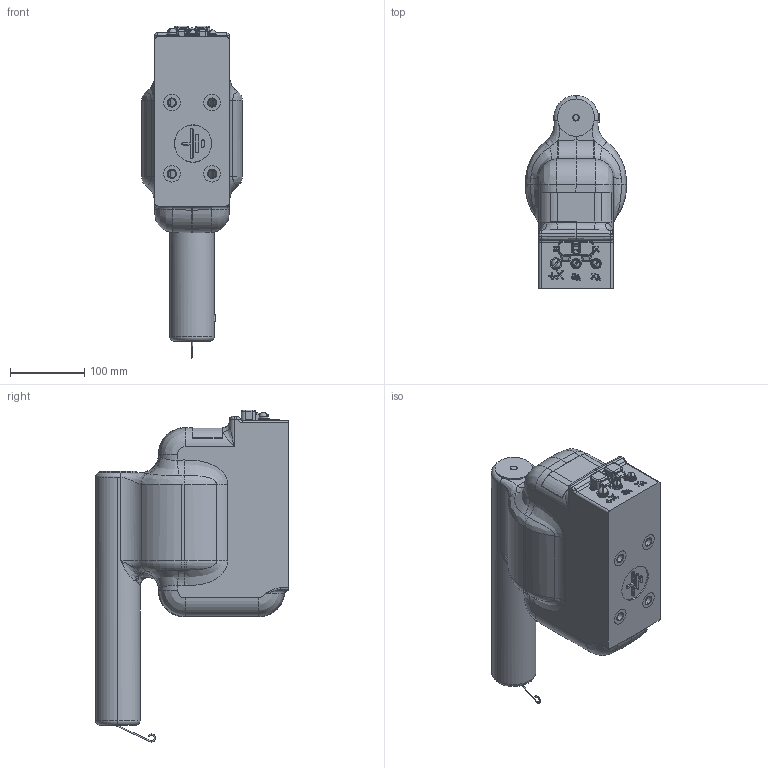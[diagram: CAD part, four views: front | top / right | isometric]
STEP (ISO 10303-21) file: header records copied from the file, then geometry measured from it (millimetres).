
FILE_DESCRIPTION (( 'STEP AP203' ), '1' );
FILE_NAME ('ﾇﾍﾎﾋ.01ﾏﾌﾈ.STEP', '2017-12-20T04:41:33', ( '' ), ( '' ), 'SwSTEP 2.0', 'SolidWorks 2010', '' );
FILE_SCHEMA (( 'CONFIG_CONTROL_DESIGN' ));
Length unit declared in the file: millimetre
Products named in the file (1): ﾇﾍﾎﾋ.01ﾏﾌﾈ
Bounding box: 136 x 260 x 447.48 mm (x, y, z)
Surface area: 244550.4 mm2 (no closed solid volume)
Topology: 0 solids, 33 shells, 565 faces, 1637 edges, 1068 vertices
Faces by surface type: plane 197, bspline 128, cylinder 120, cone 78, torus 28, sphere 14
Entity records: 25216 total; most frequent: CARTESIAN_POINT 11544, ORIENTED_EDGE 2787, DIRECTION 2668, EDGE_CURVE 1624, VERTEX_POINT 1068, AXIS2_PLACEMENT_3D 993, VECTOR 682, LINE 682
